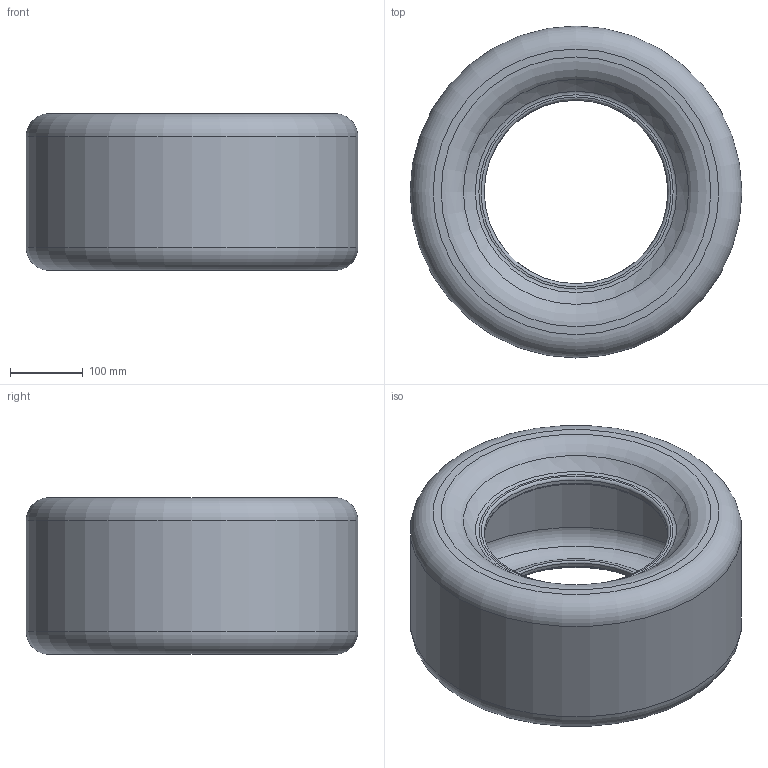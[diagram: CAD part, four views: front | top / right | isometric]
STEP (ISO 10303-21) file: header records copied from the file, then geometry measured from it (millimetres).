
FILE_DESCRIPTION(/* description */ (''),/* implementation_level */ '2;1');
FILE_NAME(/* name */ 'WT_80102.stp',/* time_stamp */ '2020-01-04T11:46:44+01:00',/* author */ ('adria'),/* organization */ (''),/* preprocessor_version */ 'ST-DEVELOPER v17',/* originating_system */ 'Autodesk Inventor 2019',/* authorisation */ '');
FILE_SCHEMA (('AUTOMOTIVE_DESIGN { 1 0 10303 214 3 1 1 }'));
Length unit declared in the file: millimetre
Products named in the file (1): WT_80102
Bounding box: 457.2 x 457.2 x 215.9 mm (x, y, z)
Volume: 3846039.4 mm3; surface area: 1010496.8 mm2
Topology: 1 solids, 1 shells, 28 faces, 81 edges, 58 vertices
Faces by surface type: torus 16, cone 4, plane 4, cylinder 2, bspline 2
Full cylindrical faces by diameter (mm): 438.8 x1, 457.2 x1
Entity records: 1090 total; most frequent: CARTESIAN_POINT 219, DIRECTION 208, ORIENTED_EDGE 160, AXIS2_PLACEMENT_3D 101, EDGE_CURVE 80, CIRCLE 74, VERTEX_POINT 56, EDGE_LOOP 32
